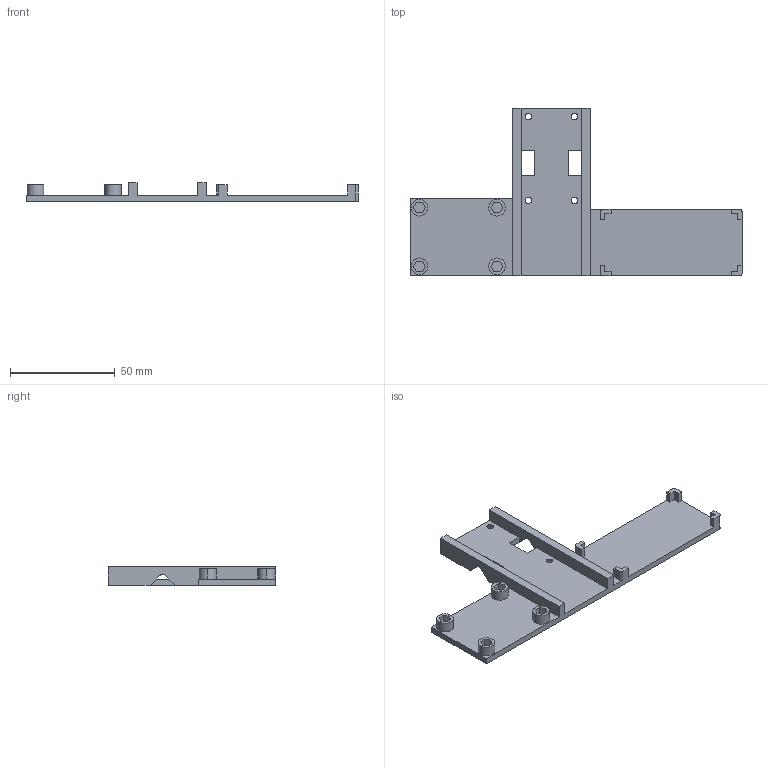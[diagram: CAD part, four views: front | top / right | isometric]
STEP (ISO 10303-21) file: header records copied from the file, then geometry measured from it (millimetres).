
FILE_DESCRIPTION (( 'STEP AP203' ), '1' );
FILE_NAME ('Follower_Base.STEP', '2024-09-05T20:27:49', ( '' ), ( '' ), 'SwSTEP 2.0', 'SolidWorks 2024', '' );
FILE_SCHEMA (( 'CONFIG_CONTROL_DESIGN' ));
Length unit declared in the file: millimetre
Products named in the file (1): Follower_Base
Bounding box: 158.5 x 80 x 9 mm (x, y, z)
Volume: 24865.7 mm3; surface area: 18764.6 mm2
Topology: 1 solids, 1 shells, 110 faces, 300 edges, 196 vertices
Faces by surface type: plane 80, cylinder 22, cone 8
Entity records: 3539 total; most frequent: CARTESIAN_POINT 607, ORIENTED_EDGE 600, DIRECTION 574, EDGE_CURVE 300, LINE 248, VECTOR 248, VERTEX_POINT 196, AXIS2_PLACEMENT_3D 163
